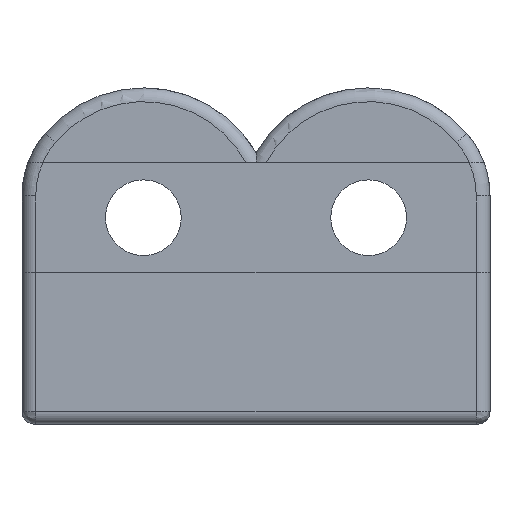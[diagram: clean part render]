
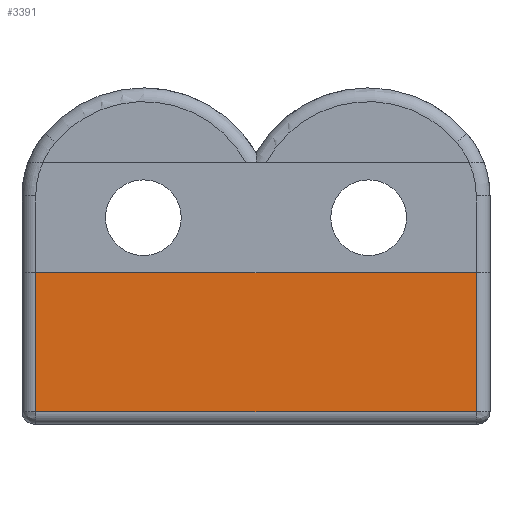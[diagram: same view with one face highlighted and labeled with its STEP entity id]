
A CAD part, left-side view. The second image highlights one B-rep face of the part: STEP entity #3391.
In plain terms, the highlighted planar face has unit normal (-1, 0, 0).
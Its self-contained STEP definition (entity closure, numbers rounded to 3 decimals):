
#151=LINE('',#5088,#491);
#160=LINE('',#5181,#500);
#161=LINE('',#5185,#501);
#162=LINE('',#5186,#502);
#491=VECTOR('',#4006,10.);
#500=VECTOR('',#4043,10.);
#501=VECTOR('',#4048,10.);
#502=VECTOR('',#4049,10.);
#819=PLANE('',#3634);
#944=FACE_OUTER_BOUND('',#1138,.T.);
#1138=EDGE_LOOP('',(#2416,#2417,#2418,#2419));
#1482=VERTEX_POINT('',#5082);
#1483=VERTEX_POINT('',#5086);
#1498=VERTEX_POINT('',#5180);
#1499=VERTEX_POINT('',#5184);
#1829=EDGE_CURVE('',#1483,#1482,#151,.T.);
#1851=EDGE_CURVE('',#1482,#1498,#160,.T.);
#1853=EDGE_CURVE('',#1499,#1483,#161,.T.);
#1854=EDGE_CURVE('',#1499,#1498,#162,.T.);
#2416=ORIENTED_EDGE('',*,*,#1829,.F.);
#2417=ORIENTED_EDGE('',*,*,#1853,.F.);
#2418=ORIENTED_EDGE('',*,*,#1854,.T.);
#2419=ORIENTED_EDGE('',*,*,#1851,.F.);
#3391=ADVANCED_FACE('',(#944),#819,.T.);
#3634=AXIS2_PLACEMENT_3D('',#5183,#4046,#4047);
#4006=DIRECTION('',(0.,1.,0.));
#4043=DIRECTION('',(0.,0.,1.));
#4046=DIRECTION('center_axis',(-1.,0.,0.));
#4047=DIRECTION('ref_axis',(0.,0.,1.));
#4048=DIRECTION('',(0.,0.,-1.));
#4049=DIRECTION('',(0.,1.,0.));
#5082=CARTESIAN_POINT('',(0.,16.,-29.1));
#5086=CARTESIAN_POINT('',(0.,-16.,-29.1));
#5088=CARTESIAN_POINT('',(0.,0.,-29.1));
#5180=CARTESIAN_POINT('',(0.,16.,-19.));
#5181=CARTESIAN_POINT('',(0.,16.,-22.5));
#5183=CARTESIAN_POINT('Origin',(0.,0.,-30.));
#5184=CARTESIAN_POINT('',(0.,-16.,-19.));
#5185=CARTESIAN_POINT('',(0.,-16.,-22.5));
#5186=CARTESIAN_POINT('',(0.,0.,-19.));
